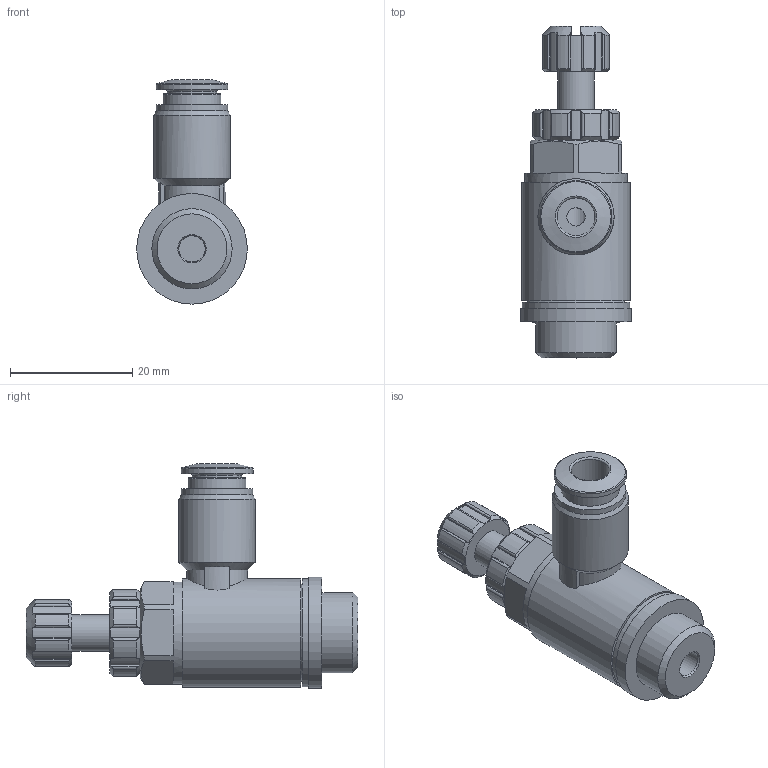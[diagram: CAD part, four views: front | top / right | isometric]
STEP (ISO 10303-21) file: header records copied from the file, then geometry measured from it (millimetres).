
FILE_DESCRIPTION(/* description */ ('STEP AP214'),/* implementation_level */ '2;1');
FILE_NAME(/* name */ '534338_GRLA-1_4-QS-6-RS-D',/* time_stamp */ '2024-08-26T09:09:49+02:00',/* author */ ('License CC BY-ND 4.0'),/* organization */ ('CADENAS'),/* preprocessor_version */ 'ST-DEVELOPER v19.3',/* originating_system */ 'PARTsolutions',/* authorisation */ ' ');
FILE_SCHEMA (('AUTOMOTIVE_DESIGN {1 0 10303 214 3 1 1}'));
Length unit declared in the file: millimetre
Products named in the file (1): 534338 GRLA-1/4-QS-6-RS-D
Bounding box: 18.15 x 54.4 x 36.77 mm (x, y, z)
Volume: 10537.3 mm3; surface area: 4828.3 mm2
Topology: 1 solids, 1 shells, 165 faces, 439 edges, 289 vertices
Faces by surface type: cylinder 82, plane 67, cone 12, torus 4
Full cylindrical faces by diameter (mm): 3 x1, 4.3 x1, 6 x1, 6.2 x1, 8.1 x1, 9.5 x1, 11.7 x1, 11.8 x1, 12.5 x1, 13.157 x1, 16.8 x1, 17.7 x1, 17.8 x1, 18.15 x1
Entity records: 6319 total; most frequent: CARTESIAN_POINT 1344, ORIENTED_EDGE 810, DIRECTION 718, EDGE_CURVE 405, AXIS2_PLACEMENT_3D 294, VERTEX_POINT 283, EDGE_LOOP 208, FACE_BOUND 208
